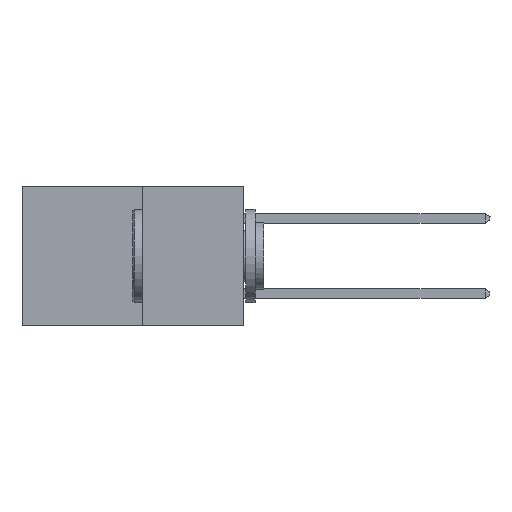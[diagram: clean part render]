
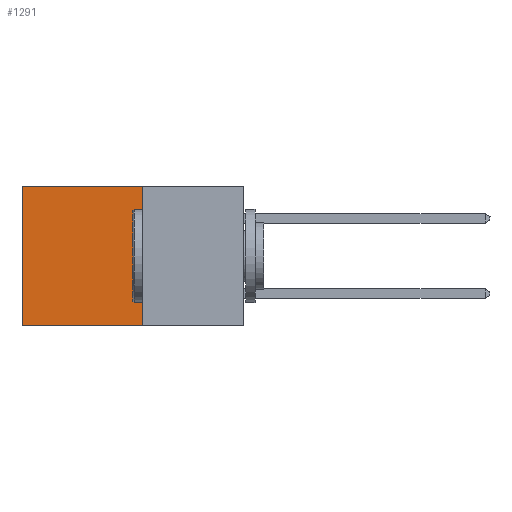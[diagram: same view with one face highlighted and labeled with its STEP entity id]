
A CAD part, left-side view. The second image highlights one B-rep face of the part: STEP entity #1291.
In plain terms, the highlighted planar face has unit normal (-1, 0, 0).
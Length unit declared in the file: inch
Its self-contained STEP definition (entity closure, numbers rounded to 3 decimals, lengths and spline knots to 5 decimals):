
#223 = CARTESIAN_POINT ( 'NONE',  ( 0.277, 0.27, -0.37 ) ) ;
#1291 = ADVANCED_FACE ( 'NONE', ( #6916 ), #5423, .F. ) ;
#1510 = ORIENTED_EDGE ( 'NONE', *, *, #22339, .T. ) ;
#1693 = DIRECTION ( 'NONE',  ( 0., 0., -1. ) ) ;
#1893 = EDGE_CURVE ( 'NONE', #23975, #7137, #10496, .T. ) ;
#2091 = ORIENTED_EDGE ( 'NONE', *, *, #23164, .F. ) ;
#2355 = ORIENTED_EDGE ( 'NONE', *, *, #1893, .F. ) ;
#2961 = VECTOR ( 'NONE', #14397, 39.37008 ) ;
#3597 = LINE ( 'NONE', #16336, #2961 ) ;
#4239 = ORIENTED_EDGE ( 'NONE', *, *, #9822, .T. ) ;
#5423 = PLANE ( 'NONE',  #10791 ) ;
#6916 = FACE_OUTER_BOUND ( 'NONE', #13045, .T. ) ;
#7137 = VERTEX_POINT ( 'NONE', #22245 ) ;
#7475 = DIRECTION ( 'NONE',  ( 0., 0., -1. ) ) ;
#7703 = LINE ( 'NONE', #15124, #17595 ) ;
#9569 = VECTOR ( 'NONE', #11469, 39.37008 ) ;
#9822 = EDGE_CURVE ( 'NONE', #23975, #25323, #3597, .T. ) ;
#10496 = LINE ( 'NONE', #223, #15736 ) ;
#10791 = AXIS2_PLACEMENT_3D ( 'NONE', #21120, #19281, #7475 ) ;
#11469 = DIRECTION ( 'NONE',  ( 0., 1., 0. ) ) ;
#11581 = VERTEX_POINT ( 'NONE', #21309 ) ;
#13045 = EDGE_LOOP ( 'NONE', ( #1510, #2091, #2355, #4239 ) ) ;
#13216 = DIRECTION ( 'NONE',  ( 0., 0., -1. ) ) ;
#14397 = DIRECTION ( 'NONE',  ( 0., 1., 0. ) ) ;
#14652 = CARTESIAN_POINT ( 'NONE',  ( 0.277, 0.59, 0. ) ) ;
#15124 = CARTESIAN_POINT ( 'NONE',  ( 0.277, 0.59, -0.37 ) ) ;
#15736 = VECTOR ( 'NONE', #1693, 39.37008 ) ;
#16336 = CARTESIAN_POINT ( 'NONE',  ( 0.277, 0.27, 0. ) ) ;
#17595 = VECTOR ( 'NONE', #13216, 39.37008 ) ;
#19215 = CARTESIAN_POINT ( 'NONE',  ( 0.277, 0.27, -0.37 ) ) ;
#19281 = DIRECTION ( 'NONE',  ( 1., 0., 0. ) ) ;
#21120 = CARTESIAN_POINT ( 'NONE',  ( 0.277, 0.27, -0.37 ) ) ;
#21309 = CARTESIAN_POINT ( 'NONE',  ( 0.277, 0.59, -0.37 ) ) ;
#21614 = CARTESIAN_POINT ( 'NONE',  ( 0.277, 0.27, 0. ) ) ;
#22245 = CARTESIAN_POINT ( 'NONE',  ( 0.277, 0.27, -0.37 ) ) ;
#22339 = EDGE_CURVE ( 'NONE', #25323, #11581, #7703, .T. ) ;
#23164 = EDGE_CURVE ( 'NONE', #7137, #11581, #25031, .T. ) ;
#23975 = VERTEX_POINT ( 'NONE', #21614 ) ;
#25031 = LINE ( 'NONE', #19215, #9569 ) ;
#25323 = VERTEX_POINT ( 'NONE', #14652 ) ;
